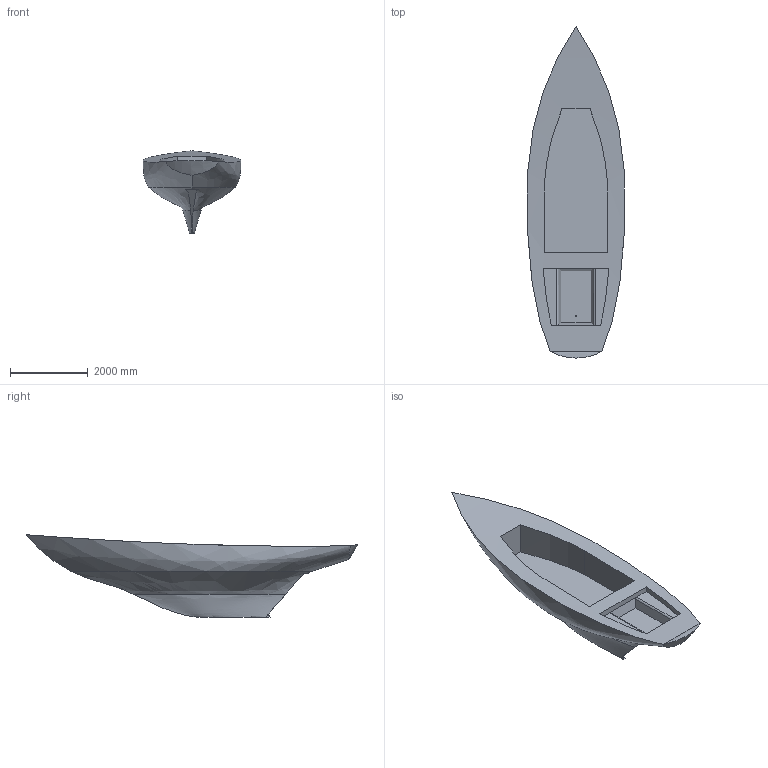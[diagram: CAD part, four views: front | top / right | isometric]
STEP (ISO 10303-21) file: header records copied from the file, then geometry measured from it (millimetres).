
FILE_DESCRIPTION( ( '' ), ' ' );
FILE_NAME( '5bdf3dbcf9b36215095717e3.step', '2018-11-04T18:43:09', ( '' ), ( '' ), ' ', ' ', ' ' );
FILE_SCHEMA( ( 'AUTOMOTIVE_DESIGN { 1 0 10303 214 1 1 1 1 }' ) );
Length unit declared in the file: metre
Products named in the file (1): triton_hull
Bounding box: 2506.19 x 8544.73 x 2122.65 mm (x, y, z)
Volume: 8313455734.2 mm3; surface area: 55158868.4 mm2
Topology: 1 solids, 1 shells, 39 faces, 101 edges, 67 vertices
Faces by surface type: plane 16, extrusion 9, bspline 9, cylinder 4, torus 1
Full cylindrical faces by diameter (mm): 19.05 x2
Entity records: 23252 total; most frequent: CARTESIAN_POINT 22100, ORIENTED_EDGE 198, DIRECTION 104, EDGE_CURVE 99, VERTEX_POINT 67, B_SPLINE_CURVE_WITH_KNOTS 65, EDGE_LOOP 46, VECTOR 44
